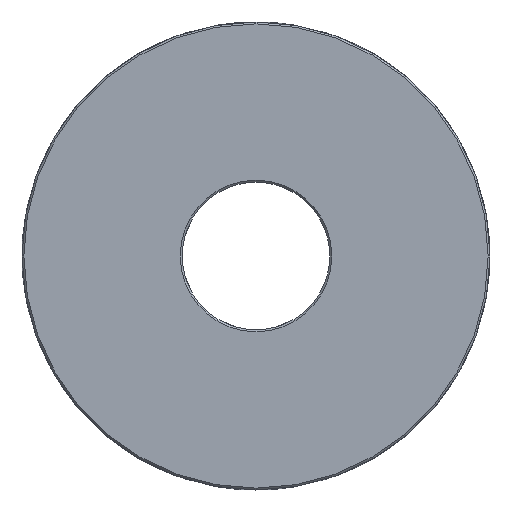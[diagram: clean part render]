
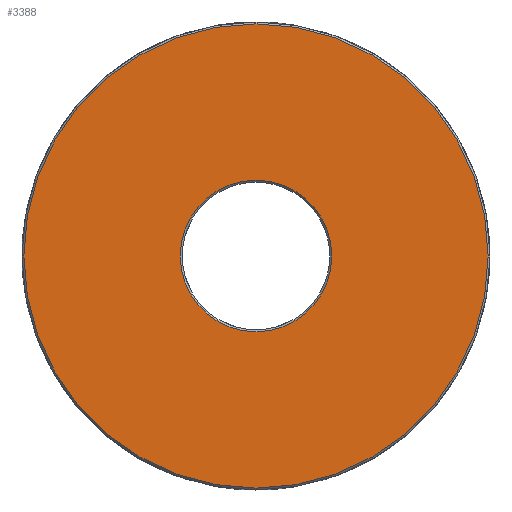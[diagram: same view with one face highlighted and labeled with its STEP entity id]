
A CAD part, left-side view. The second image highlights one B-rep face of the part: STEP entity #3388.
In plain terms, the highlighted planar face has unit normal (-1, 0, 0).
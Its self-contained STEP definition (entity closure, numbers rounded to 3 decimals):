
#1594 = VERTEX_POINT ( 'NONE', #2638 ) ;
#1595 = VERTEX_POINT ( 'NONE', #2639 ) ;
#1596 = VERTEX_POINT ( 'NONE', #2640 ) ;
#1597 = VERTEX_POINT ( 'NONE', #2641 ) ;
#2638 = CARTESIAN_POINT ( 'NONE',  ( -63., 0., -47.119 ) ) ;
#2639 = CARTESIAN_POINT ( 'NONE',  ( -63., 0., 47.119 ) ) ;
#2640 = CARTESIAN_POINT ( 'NONE',  ( -63., 0., -15.381 ) ) ;
#2641 = CARTESIAN_POINT ( 'NONE',  ( -63., 0., 15.381 ) ) ;
#2765 = EDGE_CURVE ( 'NONE', #1597, #1596, #6737, .T. ) ;
#2793 = EDGE_CURVE ( 'NONE', #1595, #1594, #6779, .T. ) ;
#2849 = EDGE_CURVE ( 'NONE', #1594, #1595, #6832, .T. ) ;
#2851 = EDGE_CURVE ( 'NONE', #1596, #1597, #6835, .T. ) ;
#3343 = ORIENTED_EDGE ( 'NONE', *, *, #2793, .F. ) ;
#3344 = ORIENTED_EDGE ( 'NONE', *, *, #2849, .F. ) ;
#3345 = ORIENTED_EDGE ( 'NONE', *, *, #2851, .F. ) ;
#3346 = ORIENTED_EDGE ( 'NONE', *, *, #2765, .F. ) ;
#3388 = ADVANCED_FACE ( 'NONE', ( #9772, #9775 ), #9500, .T. ) ;
#4416 = EDGE_LOOP ( 'NONE', ( #3345, #3346 ) ) ;
#4421 = EDGE_LOOP ( 'NONE', ( #3343, #3344 ) ) ;
#5149 = AXIS2_PLACEMENT_3D ( 'NONE', #7736, #7737, #7738 ) ;
#5163 = AXIS2_PLACEMENT_3D ( 'NONE', #7821, #7823, #7824 ) ;
#5194 = AXIS2_PLACEMENT_3D ( 'NONE', #8131, #8132, #8133 ) ;
#5195 = AXIS2_PLACEMENT_3D ( 'NONE', #8137, #8138, #8139 ) ;
#6737 = CIRCLE ( 'NONE', #5149, 15.381 ) ;
#6779 = CIRCLE ( 'NONE', #5163, 47.119 ) ;
#6832 = CIRCLE ( 'NONE', #5194, 47.119 ) ;
#6835 = CIRCLE ( 'NONE', #5195, 15.381 ) ;
#7736 = CARTESIAN_POINT ( 'NONE',  ( -63., 0., 0. ) ) ;
#7737 = DIRECTION ( 'NONE',  ( -1., 0., 0. ) ) ;
#7738 = DIRECTION ( 'NONE',  ( 0., 0., -1. ) ) ;
#7821 = CARTESIAN_POINT ( 'NONE',  ( -63., 0., 0. ) ) ;
#7823 = DIRECTION ( 'NONE',  ( 1., 0., 0. ) ) ;
#7824 = DIRECTION ( 'NONE',  ( 0., 0., -1. ) ) ;
#8131 = CARTESIAN_POINT ( 'NONE',  ( -63., 0., 0. ) ) ;
#8132 = DIRECTION ( 'NONE',  ( 1., 0., 0. ) ) ;
#8133 = DIRECTION ( 'NONE',  ( 0., 0., -1. ) ) ;
#8137 = CARTESIAN_POINT ( 'NONE',  ( -63., 0., 0. ) ) ;
#8138 = DIRECTION ( 'NONE',  ( -1., 0., 0. ) ) ;
#8139 = DIRECTION ( 'NONE',  ( 0., 0., -1. ) ) ;
#8607 = AXIS2_PLACEMENT_3D ( 'NONE', #9499, #9502, #9503 ) ;
#9499 = CARTESIAN_POINT ( 'NONE',  ( -63., 0., 0. ) ) ;
#9500 = PLANE ( 'NONE',  #8607 ) ;
#9502 = DIRECTION ( 'NONE',  ( -1., 0., 0. ) ) ;
#9503 = DIRECTION ( 'NONE',  ( 0., 0., -1. ) ) ;
#9772 = FACE_OUTER_BOUND ( 'NONE', #4421, .T. ) ;
#9775 = FACE_BOUND ( 'NONE', #4416, .T. ) ;
